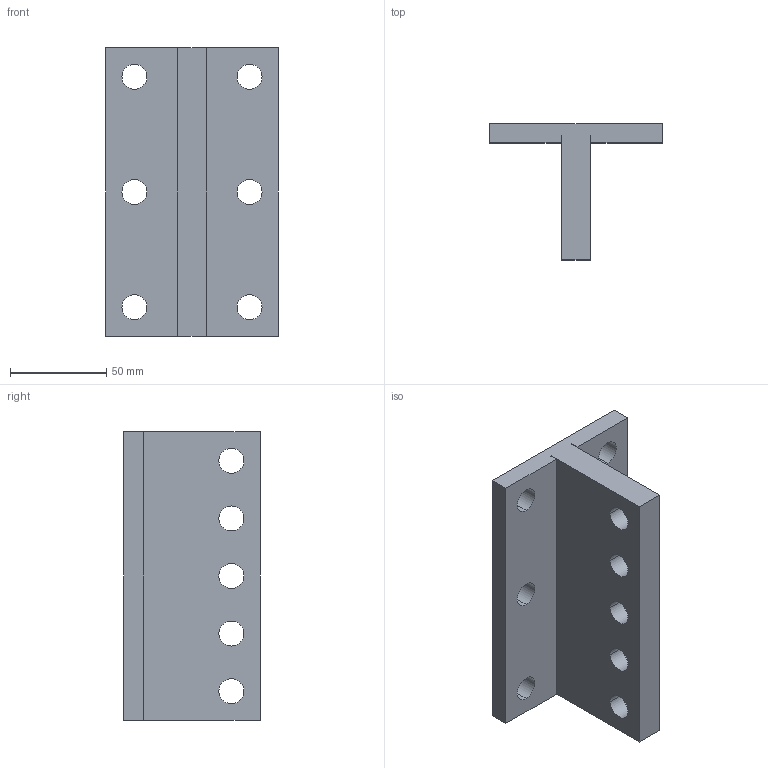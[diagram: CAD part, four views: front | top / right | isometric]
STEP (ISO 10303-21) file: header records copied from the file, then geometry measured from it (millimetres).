
FILE_DESCRIPTION((''),'2;1');
FILE_NAME('ASM0001888_ASM','2021-10-12T',('marketing.praksa'),('Audax d.o.o.'),'CREO PARAMETRIC BY PTC INC, 2017480','CREO PARAMETRIC BY PTC INC, 2017480','');
FILE_SCHEMA(('AUTOMOTIVE_DESIGN { 1 0 10303 214 1 1 1 1 }'));
Length unit declared in the file: millimetre
Products named in the file (3): ASDA; PRT0001; ASM0001888_ASM
Assembly tree (2 placements, depth 2):
  ASM0001888_ASM
    ASDA
    PRT0001
Bounding box: 90 x 71 x 150 mm (x, y, z)
Volume: 254024.8 mm3; surface area: 57118.7 mm2
Topology: 4 solids, 4 shells, 141 faces, 390 edges, 260 vertices
Faces by surface type: plane 71, cylinder 70
Entity records: 7108 total; most frequent: DIRECTION 822, CARTESIAN_POINT 803, ORIENTED_EDGE 780, PRESENTATION_STYLE_ASSIGNMENT 535, STYLED_ITEM 535, CURVE_STYLE 390, EDGE_CURVE 390, AXIS2_PLACEMENT_3D 286
